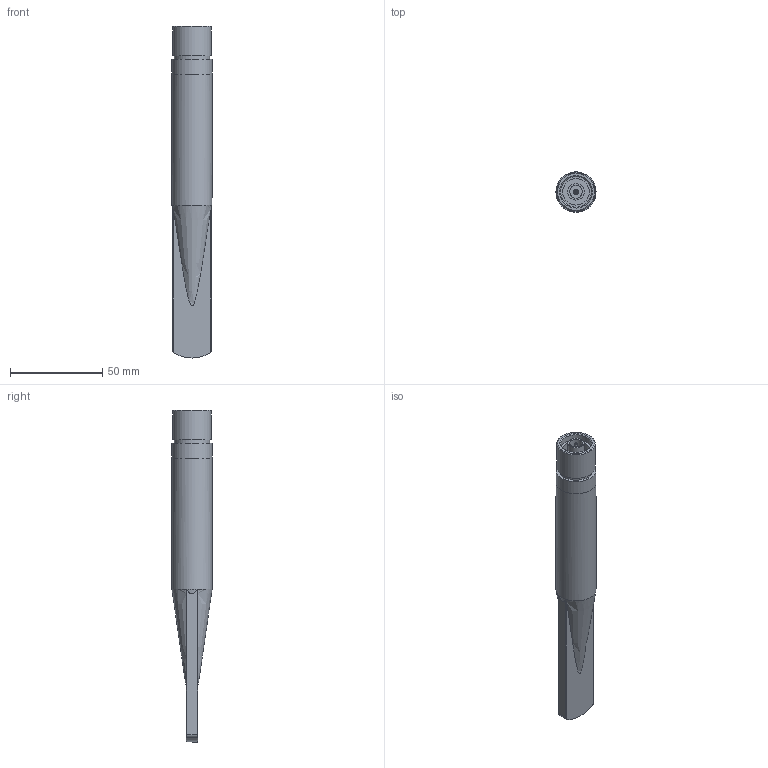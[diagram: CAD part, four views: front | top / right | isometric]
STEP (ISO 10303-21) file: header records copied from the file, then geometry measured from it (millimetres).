
FILE_DESCRIPTION(/* description */ (''),/* implementation_level */ '2;1');
FILE_NAME(/* name */ 'ALFA Wireless 915 Mghz antenna v3.step',/* time_stamp */ '2023-01-10T21:58:41-05:00',/* author */ (''),/* organization */ (''),/* preprocessor_version */ 'ST-DEVELOPER v19.2',/* originating_system */ 'Autodesk Translation Framework v11.17.0.187',/* authorisation */ '');
FILE_SCHEMA (('AUTOMOTIVE_DESIGN { 1 0 10303 214 3 1 1 }'));
Length unit declared in the file: millimetre
Products named in the file (2): ALFA Wireless 915 Mghz antenna; N Type-Male v1
Assembly tree (1 placements, depth 2):
  ALFA Wireless 915 Mghz antenna
    N Type-Male v1
Bounding box: 21.7 x 21.7 x 179.5 mm (x, y, z)
Volume: 48855.5 mm3; surface area: 13543.9 mm2
Topology: 2 solids, 2 shells, 43 faces, 85 edges, 53 vertices
Faces by surface type: cylinder 17, plane 14, cone 7, bspline 4, sphere 1
Full cylindrical faces by diameter (mm): 1.6 x1, 3 x1, 6.9 x1, 8.9 x1, 14.3 x1, 16.6 x1, 19 x1, 21 x1, 21.7 x2
Entity records: 1501 total; most frequent: CARTESIAN_POINT 574, DIRECTION 187, ORIENTED_EDGE 168, EDGE_CURVE 84, AXIS2_PLACEMENT_3D 81, VERTEX_POINT 53, EDGE_LOOP 51, FACE_OUTER_BOUND 43
